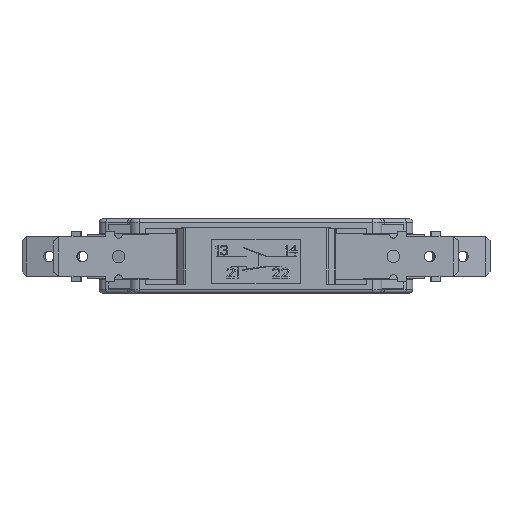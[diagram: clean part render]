
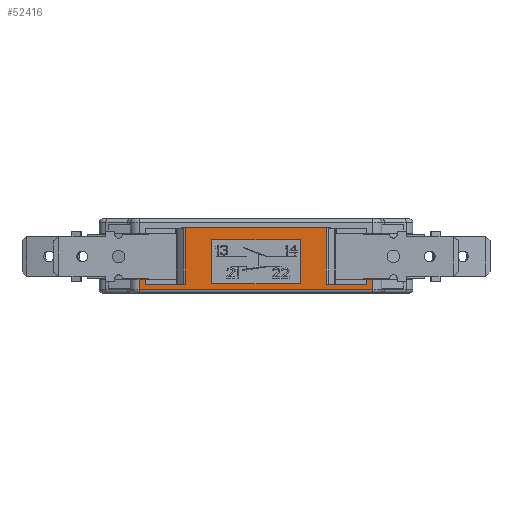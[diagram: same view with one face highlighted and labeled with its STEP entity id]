
A CAD part, front view. The second image highlights one B-rep face of the part: STEP entity #52416.
In plain terms, the highlighted planar face has unit normal (0, -1, 0).
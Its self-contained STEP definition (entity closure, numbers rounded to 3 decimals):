
#3856=DIRECTION('',(1.,0.,0.));
#3857=VECTOR('',#3856,22.408);
#3858=CARTESIAN_POINT('',(-11.204,-29.85,0.));
#3859=LINE('',#3858,#3857);
#13006=DIRECTION('',(1.,0.,0.));
#13007=VECTOR('',#13006,37.05);
#13008=CARTESIAN_POINT('',(-18.525,-29.85,-9.95));
#13009=LINE('',#13008,#13007);
#13010=DIRECTION('',(0.,0.,1.));
#13011=VECTOR('',#13010,1.65);
#13012=CARTESIAN_POINT('',(-18.525,-29.85,-9.95));
#13013=LINE('',#13012,#13011);
#13014=DIRECTION('',(0.,0.,-1.));
#13015=VECTOR('',#13014,0.75);
#13016=CARTESIAN_POINT('',(-17.625,-29.85,-8.3));
#13017=LINE('',#13016,#13015);
#13018=DIRECTION('',(1.,0.,0.));
#13019=VECTOR('',#13018,6.421);
#13020=CARTESIAN_POINT('',(-17.625,-29.85,-9.05));
#13021=LINE('',#13020,#13019);
#13022=DIRECTION('',(1.,0.,0.));
#13023=VECTOR('',#13022,6.421);
#13024=CARTESIAN_POINT('',(11.204,-29.85,-9.05));
#13025=LINE('',#13024,#13023);
#13026=DIRECTION('',(0.,0.,-1.));
#13027=VECTOR('',#13026,0.75);
#13028=CARTESIAN_POINT('',(17.625,-29.85,-8.3));
#13029=LINE('',#13028,#13027);
#13030=DIRECTION('',(0.,0.,-1.));
#13031=VECTOR('',#13030,7.);
#13032=CARTESIAN_POINT('',(-7.,-29.85,-2.));
#13033=LINE('',#13032,#13031);
#13034=DIRECTION('',(1.,0.,0.));
#13035=VECTOR('',#13034,14.);
#13036=CARTESIAN_POINT('',(-7.,-29.85,-9.));
#13037=LINE('',#13036,#13035);
#13038=DIRECTION('',(0.,0.,1.));
#13039=VECTOR('',#13038,7.);
#13040=CARTESIAN_POINT('',(7.,-29.85,-9.));
#13041=LINE('',#13040,#13039);
#13042=DIRECTION('',(-1.,0.,0.));
#13043=VECTOR('',#13042,14.);
#13044=CARTESIAN_POINT('',(7.,-29.85,-2.));
#13045=LINE('',#13044,#13043);
#14057=DIRECTION('',(1.,0.,0.));
#14058=VECTOR('',#14057,0.9);
#14059=CARTESIAN_POINT('',(-18.525,-29.85,-8.3));
#14060=LINE('',#14059,#14058);
#14857=DIRECTION('',(0.,0.,-1.));
#14858=VECTOR('',#14857,9.05);
#14859=CARTESIAN_POINT('',(-11.204,-29.85,0.));
#14860=LINE('',#14859,#14858);
#15760=DIRECTION('',(0.,0.,1.));
#15761=VECTOR('',#15760,9.05);
#15762=CARTESIAN_POINT('',(11.204,-29.85,-9.05));
#15763=LINE('',#15762,#15761);
#15855=DIRECTION('',(1.,0.,0.));
#15856=VECTOR('',#15855,0.9);
#15857=CARTESIAN_POINT('',(17.625,-29.85,-8.3));
#15858=LINE('',#15857,#15856);
#17694=DIRECTION('',(0.,0.,1.));
#17695=VECTOR('',#17694,1.65);
#17696=CARTESIAN_POINT('',(18.525,-29.85,-9.95));
#17697=LINE('',#17696,#17695);
#23382=CARTESIAN_POINT('',(-11.204,-29.85,0.));
#23383=VERTEX_POINT('',#23382);
#23384=CARTESIAN_POINT('',(11.204,-29.85,0.));
#23385=VERTEX_POINT('',#23384);
#23793=CARTESIAN_POINT('',(-18.525,-29.85,-8.3));
#23795=VERTEX_POINT('',#23793);
#23934=CARTESIAN_POINT('',(-18.525,-29.85,-9.95));
#23935=CARTESIAN_POINT('',(18.525,-29.85,-9.95));
#23936=VERTEX_POINT('',#23934);
#23937=VERTEX_POINT('',#23935);
#24129=CARTESIAN_POINT('',(-7.,-29.85,-2.));
#24130=CARTESIAN_POINT('',(-7.,-29.85,-9.));
#24131=VERTEX_POINT('',#24129);
#24132=VERTEX_POINT('',#24130);
#24133=CARTESIAN_POINT('',(7.,-29.85,-9.));
#24134=VERTEX_POINT('',#24133);
#24135=CARTESIAN_POINT('',(7.,-29.85,-2.));
#24136=VERTEX_POINT('',#24135);
#24137=CARTESIAN_POINT('',(18.525,-29.85,-8.3));
#24139=VERTEX_POINT('',#24137);
#24153=CARTESIAN_POINT('',(-17.625,-29.85,-9.05));
#24154=CARTESIAN_POINT('',(-11.204,-29.85,-9.05));
#24155=VERTEX_POINT('',#24153);
#24156=VERTEX_POINT('',#24154);
#24157=CARTESIAN_POINT('',(11.204,-29.85,-9.05));
#24158=CARTESIAN_POINT('',(17.625,-29.85,-9.05));
#24159=VERTEX_POINT('',#24157);
#24160=VERTEX_POINT('',#24158);
#24161=CARTESIAN_POINT('',(-17.625,-29.85,-8.3));
#24162=VERTEX_POINT('',#24161);
#24163=CARTESIAN_POINT('',(17.625,-29.85,-8.3));
#24164=VERTEX_POINT('',#24163);
#52377=CARTESIAN_POINT('',(-20.025,-29.85,-10.5));
#52378=DIRECTION('',(0.,-1.,0.));
#52379=DIRECTION('',(1.,0.,0.));
#52380=AXIS2_PLACEMENT_3D('',#52377,#52378,#52379);
#52381=PLANE('',#52380);
#52382=ORIENTED_EDGE('',*,*,#52356,.F.);
#52384=ORIENTED_EDGE('',*,*,#52383,.T.);
#52386=ORIENTED_EDGE('',*,*,#52385,.T.);
#52388=ORIENTED_EDGE('',*,*,#52387,.T.);
#52390=ORIENTED_EDGE('',*,*,#52389,.T.);
#52392=ORIENTED_EDGE('',*,*,#52391,.F.);
#52393=ORIENTED_EDGE('',*,*,#35723,.T.);
#52395=ORIENTED_EDGE('',*,*,#52394,.F.);
#52397=ORIENTED_EDGE('',*,*,#52396,.T.);
#52399=ORIENTED_EDGE('',*,*,#52398,.F.);
#52401=ORIENTED_EDGE('',*,*,#52400,.T.);
#52403=ORIENTED_EDGE('',*,*,#52402,.F.);
#52404=EDGE_LOOP('',(#52382,#52384,#52386,#52388,#52390,#52392,#52393,#52395,
#52397,#52399,#52401,#52403));
#52405=FACE_OUTER_BOUND('',#52404,.F.);
#52407=ORIENTED_EDGE('',*,*,#52406,.T.);
#52409=ORIENTED_EDGE('',*,*,#52408,.T.);
#52411=ORIENTED_EDGE('',*,*,#52410,.T.);
#52413=ORIENTED_EDGE('',*,*,#52412,.T.);
#52414=EDGE_LOOP('',(#52407,#52409,#52411,#52413));
#52415=FACE_BOUND('',#52414,.F.);
#35723=EDGE_CURVE('',#23383,#23385,#3859,.T.);
#52356=EDGE_CURVE('',#23936,#23937,#13009,.T.);
#52383=EDGE_CURVE('',#23936,#23795,#13013,.T.);
#52385=EDGE_CURVE('',#23795,#24162,#14060,.T.);
#52387=EDGE_CURVE('',#24162,#24155,#13017,.T.);
#52389=EDGE_CURVE('',#24155,#24156,#13021,.T.);
#52391=EDGE_CURVE('',#23383,#24156,#14860,.T.);
#52394=EDGE_CURVE('',#24159,#23385,#15763,.T.);
#52396=EDGE_CURVE('',#24159,#24160,#13025,.T.);
#52398=EDGE_CURVE('',#24164,#24160,#13029,.T.);
#52400=EDGE_CURVE('',#24164,#24139,#15858,.T.);
#52402=EDGE_CURVE('',#23937,#24139,#17697,.T.);
#52406=EDGE_CURVE('',#24131,#24132,#13033,.T.);
#52408=EDGE_CURVE('',#24132,#24134,#13037,.T.);
#52410=EDGE_CURVE('',#24134,#24136,#13041,.T.);
#52412=EDGE_CURVE('',#24136,#24131,#13045,.T.);
#52416=ADVANCED_FACE('',(#52405,#52415),#52381,.T.);
